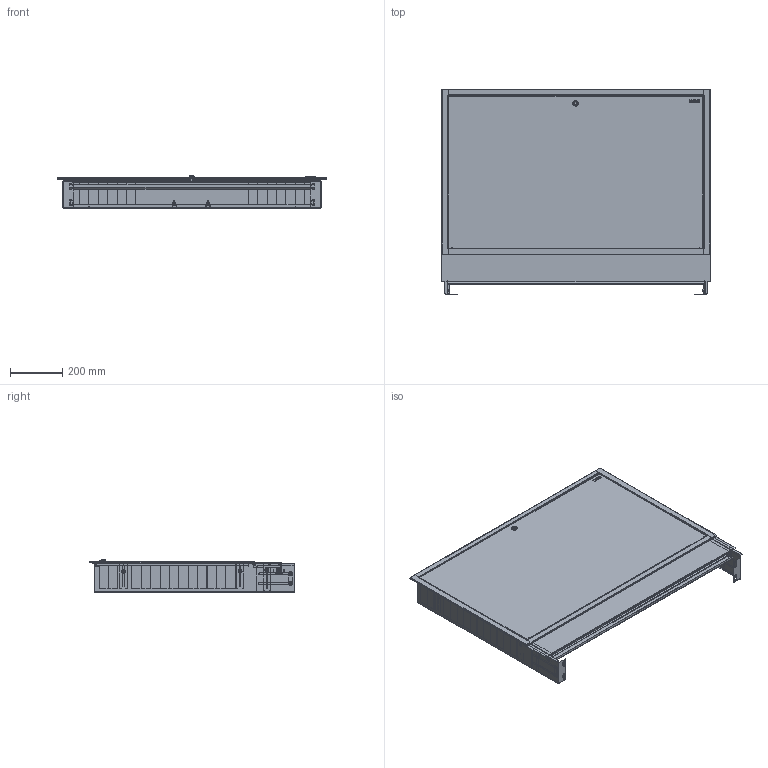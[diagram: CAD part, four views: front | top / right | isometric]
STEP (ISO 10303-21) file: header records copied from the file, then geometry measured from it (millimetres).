
FILE_DESCRIPTION(/* description */ ('Alibre Inc.'),/* implementation_level */ '2;1');
FILE_NAME(/* name */ 'export0',/* time_stamp */ '2023-05-30T06:54:08+02:00',/* author */ (''),/* organization */ (''),/* preprocessor_version */ 'ST-DEVELOPER v14',/* originating_system */ 'Alibre',/* authorisation */ '');
FILE_SCHEMA (('CONFIG_CONTROL_DESIGN'));
Length unit declared in the file: centimetre
Products named in the file (32): ID_2; ID_1; ID_3; ID_4; ID_5; ID_6; ID_7; ID_8; ID_9; ID_10
Bounding box: 1030.8 x 785.65 x 123.49 mm (x, y, z)
Volume: 1986319.2 mm3; surface area: 4018262.8 mm2
Topology: 82 solids, 82 shells, 2342 faces, 6288 edges, 4129 vertices
Faces by surface type: plane 1517, cylinder 714, torus 48, bspline 42, cone 21
Full cylindrical faces by diameter (mm): 3.5 x22, 5 x36, 5.04 x12, 6 x24, 6.5 x12, 9.5 x10, 13 x9, 13.3 x1, 14.5 x12
Entity records: 57519 total; most frequent: CARTESIAN_POINT 10852, ORIENTED_EDGE 9140, DIRECTION 7695, EDGE_CURVE 4570, VECTOR 3476, LINE 3476, VERTEX_POINT 3046, AXIS2_PLACEMENT_3D 2660
